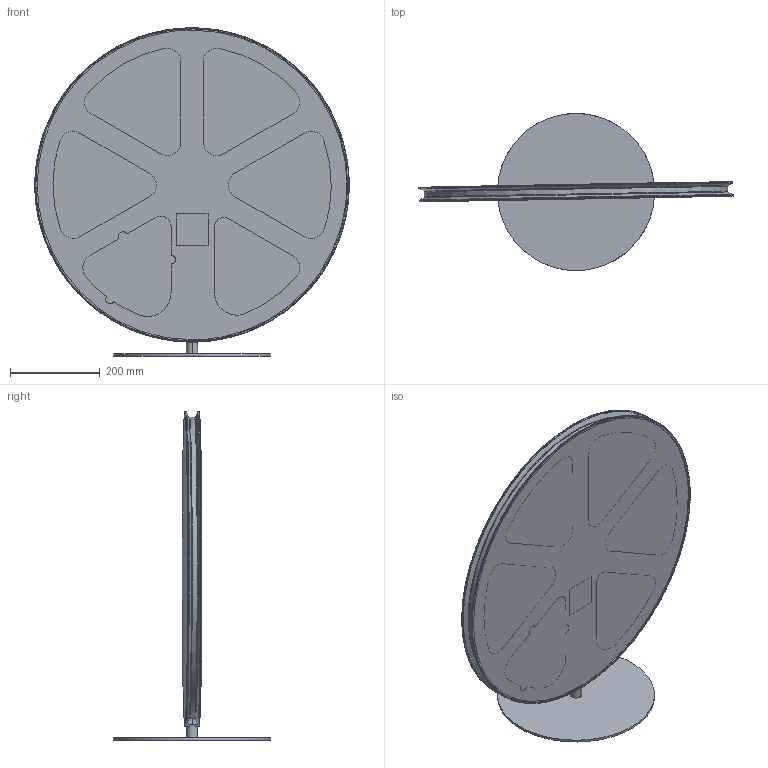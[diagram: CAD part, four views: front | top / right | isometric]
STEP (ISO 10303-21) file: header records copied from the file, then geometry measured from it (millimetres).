
FILE_DESCRIPTION(/* description */ (''),/* implementation_level */ '2;1');
FILE_NAME(/* name */ 'Se|eS Appoggio',/* time_stamp */ '2023-02-27T17:10:00+01:00',/* author */ (''),/* organization */ (''),/* preprocessor_version */ 'ST-DEVELOPER v16.5',/* originating_system */ 'Rhino 7.27',/* authorisation */ '');
FILE_SCHEMA (('AUTOMOTIVE_DESIGN'));
Length unit declared in the file: millimetre
Products named in the file (7): Document; 087102_--LAMPADA SPECCHIO-TUBO TERRA BASSA; 087199_--BASE TERRA BASSA D350; 087119_--LAMPADA SPECCHIO SCOCCA SX 02; 086931_--LAMPADA SPECCHIO SCOCCA DX 02; 085522_--LAMPADA SPECCHIO SPECCHIO D695 02; 087201_--STRIP LED FLESSIBILE IP66 02
Assembly tree (7 placements, depth 2):
  Document
    087102_--LAMPADA SPECCHIO-TUBO TERRA BASSA
    087199_--BASE TERRA BASSA D350
    087119_--LAMPADA SPECCHIO SCOCCA SX 02
    086931_--LAMPADA SPECCHIO SCOCCA DX 02
    085522_--LAMPADA SPECCHIO SPECCHIO D695 02  x2
    087201_--STRIP LED FLESSIBILE IP66 02
Bounding box: 700.35 x 349.94 x 731.5 mm (x, y, z)
Volume: 6094379.1 mm3; surface area: 2801287.8 mm2
Topology: 7 solids, 7 shells, 278 faces, 767 edges, 504 vertices
Faces by surface type: cylinder 154, plane 97, bspline 27
Entity records: 10110 total; most frequent: CARTESIAN_POINT 4985, ORIENTED_EDGE 1522, EDGE_CURVE 761, VERTEX_POINT 500, B_SPLINE_CURVE_WITH_KNOTS 412, EDGE_LOOP 325, DIRECTION 287, ADVANCED_FACE 274
